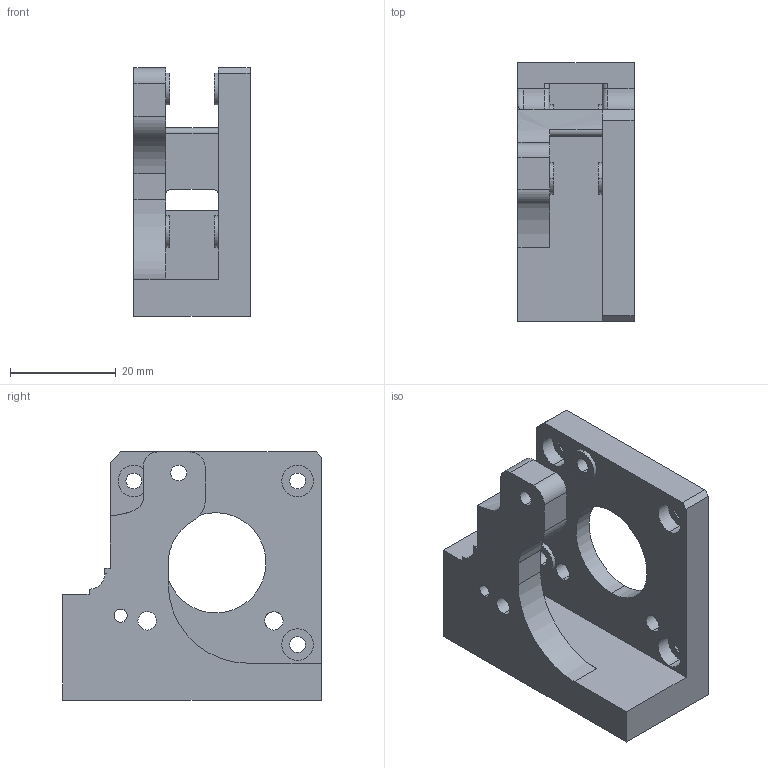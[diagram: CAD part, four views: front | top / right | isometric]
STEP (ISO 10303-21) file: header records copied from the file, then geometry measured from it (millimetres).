
FILE_DESCRIPTION (( 'STEP AP203' ), '1' );
FILE_NAME ('Y_AXIS_MOTOR.STEP', '2019-01-15T10:48:53', ( '' ), ( '' ), 'SwSTEP 2.0', 'SolidWorks 2018', '' );
FILE_SCHEMA (( 'CONFIG_CONTROL_DESIGN' ));
Length unit declared in the file: millimetre
Products named in the file (1): Y_AXIS_MOTOR
Bounding box: 22 x 49 x 47 mm (x, y, z)
Volume: 19483.5 mm3; surface area: 9575 mm2
Topology: 1 solids, 1 shells, 107 faces, 286 edges, 188 vertices
Faces by surface type: cylinder 57, plane 33, torus 10, cone 4, bspline 3
Entity records: 3645 total; most frequent: CARTESIAN_POINT 775, DIRECTION 610, ORIENTED_EDGE 572, EDGE_CURVE 286, AXIS2_PLACEMENT_3D 242, VERTEX_POINT 188, EDGE_LOOP 138, CIRCLE 137
